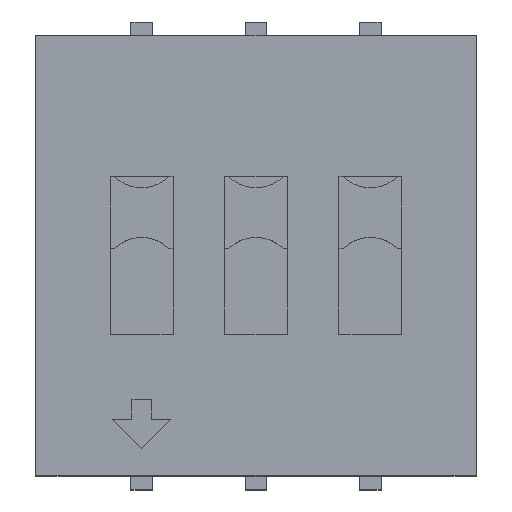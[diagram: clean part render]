
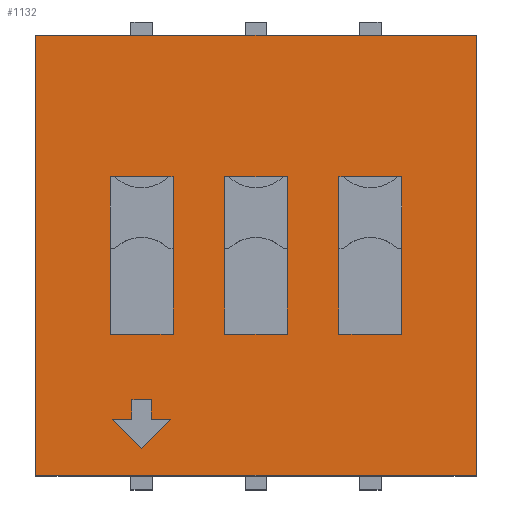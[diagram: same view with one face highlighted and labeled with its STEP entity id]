
A CAD part, top view. The second image highlights one B-rep face of the part: STEP entity #1132.
In plain terms, the highlighted planar face has unit normal (0, 0, 1).
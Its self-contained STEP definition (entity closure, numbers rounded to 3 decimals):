
#13=DIRECTION('',(0.,0.,1.));
#27=VECTOR('',#28,1.);
#28=DIRECTION('',(0.,1.,0.));
#47=DIRECTION('',(-1.,0.,0.));
#57=VECTOR('',#58,1.);
#58=DIRECTION('',(1.,0.,0.));
#101=VECTOR('',#47,1.);
#119=VECTOR('',#120,1.);
#120=DIRECTION('',(0.,-1.,0.));
#320=VERTEX_POINT('',#321);
#321=CARTESIAN_POINT('',(-4.9,-4.89,7.7));
#323=ORIENTED_EDGE('',*,*,#324,.T.);
#324=EDGE_CURVE('',#320,#325,#327,.T.);
#325=VERTEX_POINT('',#326);
#326=CARTESIAN_POINT('',(4.9,-4.89,7.7));
#327=LINE('',#321,#57);
#342=ORIENTED_EDGE('',*,*,#343,.T.);
#343=EDGE_CURVE('',#325,#344,#346,.T.);
#344=VERTEX_POINT('',#345);
#345=CARTESIAN_POINT('',(4.9,4.89,7.7));
#346=LINE('',#326,#27);
#395=ORIENTED_EDGE('',*,*,#396,.T.);
#396=EDGE_CURVE('',#344,#397,#399,.T.);
#397=VERTEX_POINT('',#398);
#398=CARTESIAN_POINT('',(-4.9,4.89,7.7));
#399=LINE('',#345,#101);
#453=ORIENTED_EDGE('',*,*,#454,.T.);
#454=EDGE_CURVE('',#397,#320,#455,.T.);
#455=LINE('',#398,#119);
#1132=ADVANCED_FACE('',(#1133,#1135,#1173,#1211,#1252),#1290,.T.);
#1133=FACE_BOUND('',#1134,.T.);
#1134=EDGE_LOOP('',(#395,#453,#323,#342));
#1135=FACE_BOUND('',#1136,.T.);
#1136=EDGE_LOOP('',(#1137,#1144,#1150,#1153,#1159,#1163,#1166,#1171));
#1137=ORIENTED_EDGE('',*,*,#1138,.F.);
#1138=EDGE_CURVE('',#1139,#1141,#1143,.T.);
#1139=VERTEX_POINT('',#1140);
#1140=CARTESIAN_POINT('',(-0.7,-1.75,7.7));
#1141=VERTEX_POINT('',#1142);
#1142=CARTESIAN_POINT('',(0.7,-1.75,7.7));
#1143=LINE('',#1140,#57);
#1144=ORIENTED_EDGE('',*,*,#1145,.F.);
#1145=EDGE_CURVE('',#1146,#1139,#1148,.T.);
#1146=VERTEX_POINT('',#1147);
#1147=CARTESIAN_POINT('',(-0.7,0.15,7.7));
#1148=LINE('',#1149,#119);
#1149=CARTESIAN_POINT('',(-0.7,1.75,7.7));
#1150=ORIENTED_EDGE('',*,*,#1151,.F.);
#1151=EDGE_CURVE('',#1152,#1146,#1148,.T.);
#1152=VERTEX_POINT('',#1149);
#1153=ORIENTED_EDGE('',*,*,#1154,.F.);
#1154=EDGE_CURVE('',#1155,#1152,#1157,.T.);
#1155=VERTEX_POINT('',#1156);
#1156=CARTESIAN_POINT('',(-0.602,1.75,7.7));
#1157=LINE('',#1158,#101);
#1158=CARTESIAN_POINT('',(0.7,1.75,7.7));
#1159=ORIENTED_EDGE('',*,*,#1160,.F.);
#1160=EDGE_CURVE('',#1161,#1155,#1157,.T.);
#1161=VERTEX_POINT('',#1162);
#1162=CARTESIAN_POINT('',(0.602,1.75,7.7));
#1163=ORIENTED_EDGE('',*,*,#1164,.F.);
#1164=EDGE_CURVE('',#1165,#1161,#1157,.T.);
#1165=VERTEX_POINT('',#1158);
#1166=ORIENTED_EDGE('',*,*,#1167,.F.);
#1167=EDGE_CURVE('',#1168,#1165,#1170,.T.);
#1168=VERTEX_POINT('',#1169);
#1169=CARTESIAN_POINT('',(0.7,0.15,7.7));
#1170=LINE('',#1142,#27);
#1171=ORIENTED_EDGE('',*,*,#1172,.F.);
#1172=EDGE_CURVE('',#1141,#1168,#1170,.T.);
#1173=FACE_BOUND('',#1174,.T.);
#1174=EDGE_LOOP('',(#1175,#1182,#1188,#1191,#1197,#1201,#1204,#1209));
#1175=ORIENTED_EDGE('',*,*,#1176,.F.);
#1176=EDGE_CURVE('',#1177,#1179,#1181,.T.);
#1177=VERTEX_POINT('',#1178);
#1178=CARTESIAN_POINT('',(-3.24,-1.75,7.7));
#1179=VERTEX_POINT('',#1180);
#1180=CARTESIAN_POINT('',(-1.84,-1.75,7.7));
#1181=LINE('',#1178,#57);
#1182=ORIENTED_EDGE('',*,*,#1183,.F.);
#1183=EDGE_CURVE('',#1184,#1177,#1186,.T.);
#1184=VERTEX_POINT('',#1185);
#1185=CARTESIAN_POINT('',(-3.24,0.15,7.7));
#1186=LINE('',#1187,#119);
#1187=CARTESIAN_POINT('',(-3.24,1.75,7.7));
#1188=ORIENTED_EDGE('',*,*,#1189,.F.);
#1189=EDGE_CURVE('',#1190,#1184,#1186,.T.);
#1190=VERTEX_POINT('',#1187);
#1191=ORIENTED_EDGE('',*,*,#1192,.F.);
#1192=EDGE_CURVE('',#1193,#1190,#1195,.T.);
#1193=VERTEX_POINT('',#1194);
#1194=CARTESIAN_POINT('',(-3.142,1.75,7.7));
#1195=LINE('',#1196,#101);
#1196=CARTESIAN_POINT('',(-1.84,1.75,7.7));
#1197=ORIENTED_EDGE('',*,*,#1198,.F.);
#1198=EDGE_CURVE('',#1199,#1193,#1195,.T.);
#1199=VERTEX_POINT('',#1200);
#1200=CARTESIAN_POINT('',(-1.938,1.75,7.7));
#1201=ORIENTED_EDGE('',*,*,#1202,.F.);
#1202=EDGE_CURVE('',#1203,#1199,#1195,.T.);
#1203=VERTEX_POINT('',#1196);
#1204=ORIENTED_EDGE('',*,*,#1205,.F.);
#1205=EDGE_CURVE('',#1206,#1203,#1208,.T.);
#1206=VERTEX_POINT('',#1207);
#1207=CARTESIAN_POINT('',(-1.84,0.15,7.7));
#1208=LINE('',#1180,#27);
#1209=ORIENTED_EDGE('',*,*,#1210,.F.);
#1210=EDGE_CURVE('',#1179,#1206,#1208,.T.);
#1211=FACE_BOUND('',#1212,.T.);
#1212=EDGE_LOOP('',(#1213,#1220,#1227,#1234,#1239,#1244,#1249));
#1213=ORIENTED_EDGE('',*,*,#1214,.F.);
#1214=EDGE_CURVE('',#1215,#1217,#1219,.T.);
#1215=VERTEX_POINT('',#1216);
#1216=CARTESIAN_POINT('',(-1.89,-3.64,7.7));
#1217=VERTEX_POINT('',#1218);
#1218=CARTESIAN_POINT('',(-2.323,-3.64,7.7));
#1219=LINE('',#1216,#101);
#1220=ORIENTED_EDGE('',*,*,#1221,.F.);
#1221=EDGE_CURVE('',#1222,#1215,#1224,.T.);
#1222=VERTEX_POINT('',#1223);
#1223=CARTESIAN_POINT('',(-2.54,-4.29,7.7));
#1224=LINE('',#1223,#1225);
#1225=VECTOR('',#1226,1.);
#1226=DIRECTION('',(0.707,0.707,0.));
#1227=ORIENTED_EDGE('',*,*,#1228,.F.);
#1228=EDGE_CURVE('',#1229,#1222,#1231,.T.);
#1229=VERTEX_POINT('',#1230);
#1230=CARTESIAN_POINT('',(-3.19,-3.64,7.7));
#1231=LINE('',#1230,#1232);
#1232=VECTOR('',#1233,1.);
#1233=DIRECTION('',(0.707,-0.707,0.));
#1234=ORIENTED_EDGE('',*,*,#1235,.F.);
#1235=EDGE_CURVE('',#1236,#1229,#1238,.T.);
#1236=VERTEX_POINT('',#1237);
#1237=CARTESIAN_POINT('',(-2.757,-3.64,7.7));
#1238=LINE('',#1237,#101);
#1239=ORIENTED_EDGE('',*,*,#1240,.F.);
#1240=EDGE_CURVE('',#1241,#1236,#1243,.T.);
#1241=VERTEX_POINT('',#1242);
#1242=CARTESIAN_POINT('',(-2.757,-3.207,7.7));
#1243=LINE('',#1242,#119);
#1244=ORIENTED_EDGE('',*,*,#1245,.F.);
#1245=EDGE_CURVE('',#1246,#1241,#1248,.T.);
#1246=VERTEX_POINT('',#1247);
#1247=CARTESIAN_POINT('',(-2.323,-3.207,7.7));
#1248=LINE('',#1247,#101);
#1249=ORIENTED_EDGE('',*,*,#1250,.F.);
#1250=EDGE_CURVE('',#1217,#1246,#1251,.T.);
#1251=LINE('',#1218,#27);
#1252=FACE_BOUND('',#1253,.T.);
#1253=EDGE_LOOP('',(#1254,#1261,#1267,#1270,#1275,#1281,#1284,#1288));
#1254=ORIENTED_EDGE('',*,*,#1255,.F.);
#1255=EDGE_CURVE('',#1256,#1258,#1260,.T.);
#1256=VERTEX_POINT('',#1257);
#1257=CARTESIAN_POINT('',(3.24,1.75,7.7));
#1258=VERTEX_POINT('',#1259);
#1259=CARTESIAN_POINT('',(3.142,1.75,7.7));
#1260=LINE('',#1257,#101);
#1261=ORIENTED_EDGE('',*,*,#1262,.F.);
#1262=EDGE_CURVE('',#1263,#1256,#1265,.T.);
#1263=VERTEX_POINT('',#1264);
#1264=CARTESIAN_POINT('',(3.24,0.15,7.7));
#1265=LINE('',#1266,#27);
#1266=CARTESIAN_POINT('',(3.24,-1.75,7.7));
#1267=ORIENTED_EDGE('',*,*,#1268,.F.);
#1268=EDGE_CURVE('',#1269,#1263,#1265,.T.);
#1269=VERTEX_POINT('',#1266);
#1270=ORIENTED_EDGE('',*,*,#1271,.F.);
#1271=EDGE_CURVE('',#1272,#1269,#1274,.T.);
#1272=VERTEX_POINT('',#1273);
#1273=CARTESIAN_POINT('',(1.84,-1.75,7.7));
#1274=LINE('',#1273,#57);
#1275=ORIENTED_EDGE('',*,*,#1276,.F.);
#1276=EDGE_CURVE('',#1277,#1272,#1279,.T.);
#1277=VERTEX_POINT('',#1278);
#1278=CARTESIAN_POINT('',(1.84,0.15,7.7));
#1279=LINE('',#1280,#119);
#1280=CARTESIAN_POINT('',(1.84,1.75,7.7));
#1281=ORIENTED_EDGE('',*,*,#1282,.F.);
#1282=EDGE_CURVE('',#1283,#1277,#1279,.T.);
#1283=VERTEX_POINT('',#1280);
#1284=ORIENTED_EDGE('',*,*,#1285,.F.);
#1285=EDGE_CURVE('',#1286,#1283,#1260,.T.);
#1286=VERTEX_POINT('',#1287);
#1287=CARTESIAN_POINT('',(1.938,1.75,7.7));
#1288=ORIENTED_EDGE('',*,*,#1289,.F.);
#1289=EDGE_CURVE('',#1258,#1286,#1260,.T.);
#1290=PLANE('',#1291);
#1291=AXIS2_PLACEMENT_3D('',#1292,#13,#47);
#1292=CARTESIAN_POINT('',(0.,0.,7.7));
